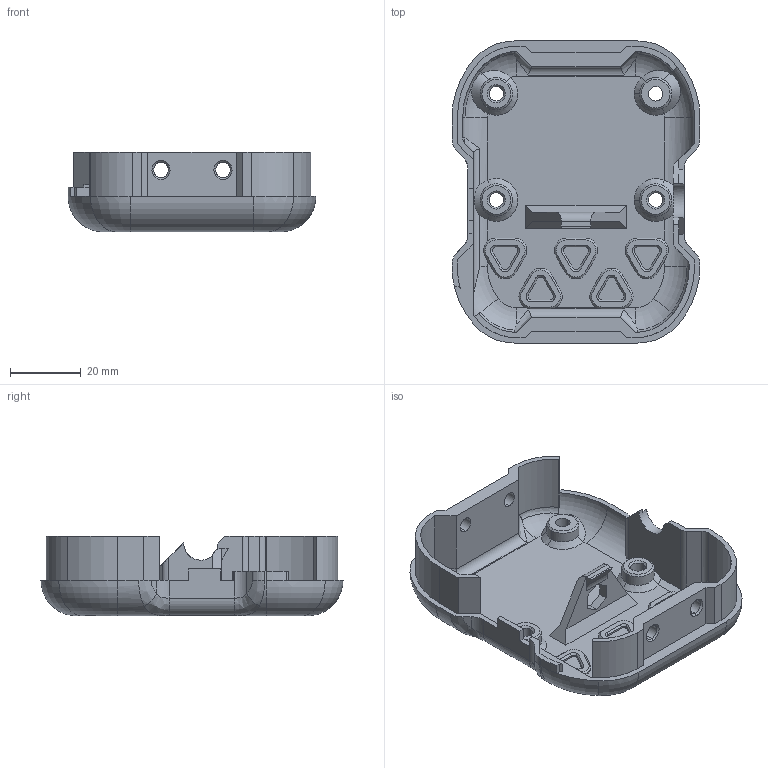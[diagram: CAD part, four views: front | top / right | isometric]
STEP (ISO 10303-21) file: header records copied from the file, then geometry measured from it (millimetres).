
FILE_DESCRIPTION (( 'STEP AP214' ), '1' );
FILE_NAME ('shellback6.STEP', '2025-05-31T08:43:02', ( '' ), ( '' ), 'SwSTEP 2.0', 'SolidWorks 2024', '' );
FILE_SCHEMA (( 'AUTOMOTIVE_DESIGN' ));
Length unit declared in the file: millimetre
Products named in the file (1): shellback6
Bounding box: 70 x 85.3 x 22.5 mm (x, y, z)
Volume: 20896.7 mm3; surface area: 21018.9 mm2
Topology: 1 solids, 1 shells, 474 faces, 1255 edges, 791 vertices
Faces by surface type: plane 202, cylinder 143, cone 66, bspline 39, torus 23, sphere 1
Entity records: 20858 total; most frequent: CARTESIAN_POINT 9257, ORIENTED_EDGE 2510, DIRECTION 2355, EDGE_CURVE 1255, AXIS2_PLACEMENT_3D 826, VERTEX_POINT 791, VECTOR 703, LINE 703
